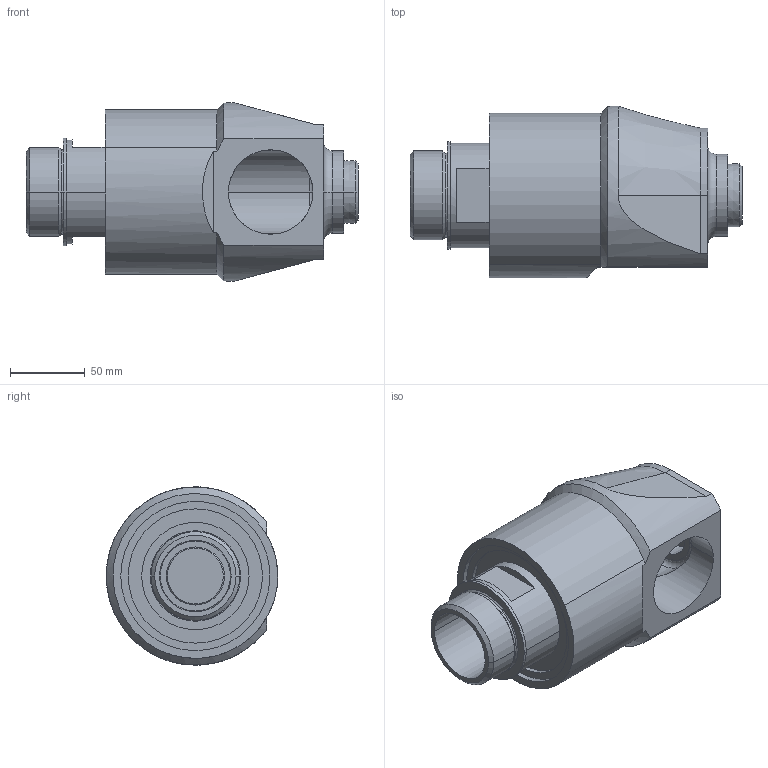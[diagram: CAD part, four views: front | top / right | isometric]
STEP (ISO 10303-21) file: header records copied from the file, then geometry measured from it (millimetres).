
FILE_DESCRIPTION(/* description */ ('VariCAD 2016-1.06 AP-214'),/* implementation_level */ '2;1');
FILE_NAME(/* name */ 'dghr_20__.stp',/* time_stamp */ '2016-06-16T12:28:41+02:00',/* author */ (''),/* organization */ (''),/* preprocessor_version */ 'ST-DEVELOPER v14',/* originating_system */ 'VariCAD 2016-1.06; kernel version (20130303)',/* authorisation */ '');
FILE_SCHEMA (('AUTOMOTIVE_DESIGN'));
Length unit declared in the file: millimetre
Products named in the file (2): dghr_20__; DGHR 20  
Assembly tree (1 placements, depth 2):
  dghr_20__
    DGHR 20  
Bounding box: 222.5 x 114.99 x 119.5 mm (x, y, z)
Volume: 1104022.1 mm3; surface area: 121262.6 mm2
Topology: 1 solids, 1 shells, 84 faces, 186 edges, 117 vertices
Faces by surface type: plane 32, cylinder 30, cone 18, torus 4
Entity records: 2650 total; most frequent: CARTESIAN_POINT 678, DIRECTION 438, ORIENTED_EDGE 372, EDGE_CURVE 186, AXIS2_PLACEMENT_3D 177, VERTEX_POINT 117, EDGE_LOOP 99, CIRCLE 89
